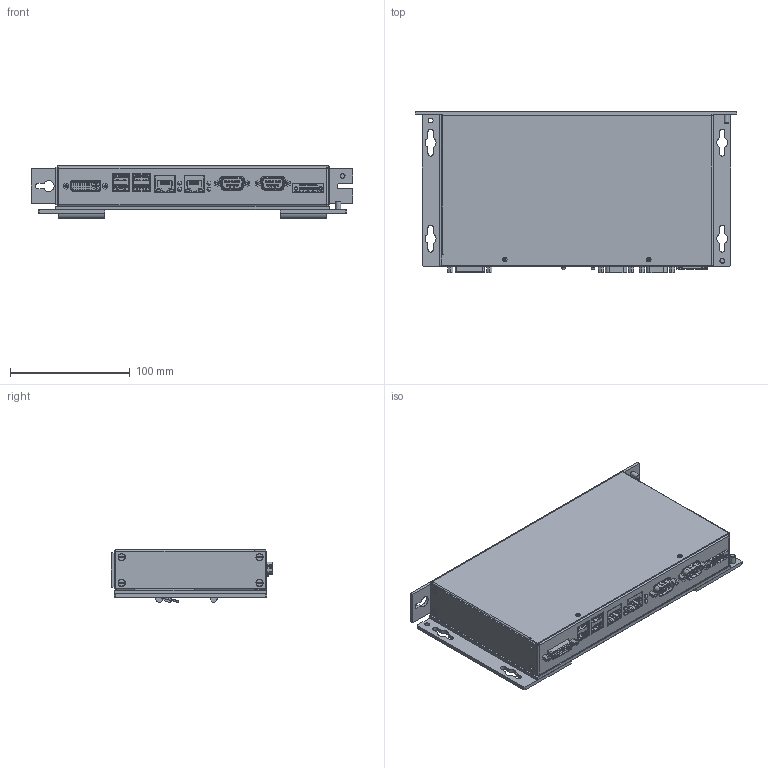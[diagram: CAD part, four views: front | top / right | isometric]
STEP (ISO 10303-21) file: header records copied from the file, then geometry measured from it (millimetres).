
FILE_DESCRIPTION((''),'2;1');
FILE_NAME('COMPACT 71 SL.stp','2014-02-14T09:28:47',('PC107_User'),(''),'Autodesk Inventor 2013','Autodesk Inventor 2013','');
FILE_SCHEMA(('AUTOMOTIVE_DESIGN { 1 0 10303 214 1 1 1 1 }'));
Length unit declared in the file: millimetre
Products named in the file (5): COMPACT 71 SL; IPC-SL71F16-A105E; IPC-MKITCP-2F71; IPC-MKITCP-2G71; IPC-MKITCP-1A
Assembly tree (4 placements, depth 2):
  COMPACT 71 SL
    IPC-SL71F16-A105E
    IPC-MKITCP-2F71
    IPC-MKITCP-2G71
    IPC-MKITCP-1A
Bounding box: 268 x 134.78 x 44.07 mm (x, y, z)
Volume: 261074.3 mm3; surface area: 250202.9 mm2
Topology: 13 solids, 39 shells, 6684 faces, 18274 edges, 11871 vertices
Faces by surface type: plane 4783, cylinder 1205, cone 410, torus 110, sphere 94, bspline 80, revolution 2
Full cylindrical faces by diameter (mm): 1.02 x8, 1.05 x18, 1.4 x12, 1.8 x2, 2 x12, 2.156 x6, 2.283 x2, 2.4 x6, 2.454 x4, 2.459 x4, 2.7 x2, 2.845 x8, 3 x8, 3.1 x2, 3.2 x4, 3.242 x10, 3.3 x8, 3.4 x4, 3.5 x4, 3.571 x10, 3.7 x4, 3.8 x6, 4 x13, 4.1 x1, 4.4 x8, 4.5 x16, 4.75 x1, 5.38 x10, 5.4 x18, 7.7 x10
Entity records: 224396 total; most frequent: CARTESIAN_POINT 51969, ORIENTED_EDGE 35316, DIRECTION 33396, EDGE_CURVE 17658, VECTOR 13076, LINE 13076, VERTEX_POINT 11698, AXIS2_PLACEMENT_3D 10159
